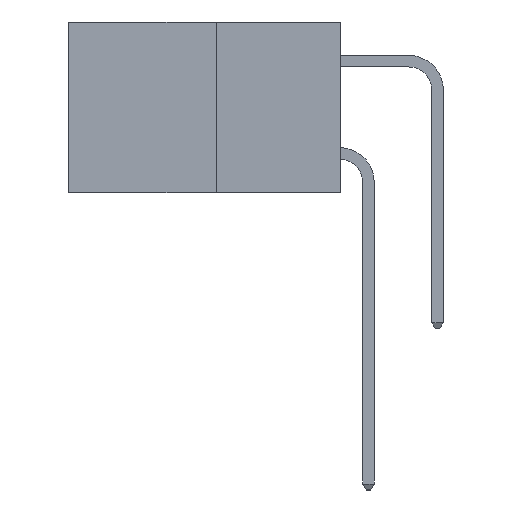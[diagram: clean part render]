
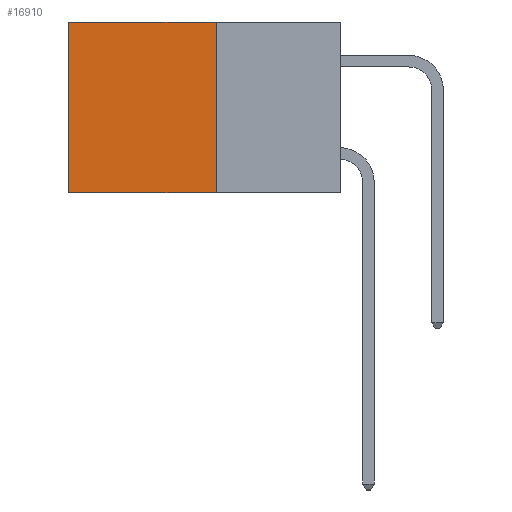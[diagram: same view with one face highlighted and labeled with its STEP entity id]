
A CAD part, left-side view. The second image highlights one B-rep face of the part: STEP entity #16910.
In plain terms, the highlighted planar face has unit normal (-1, 0, 0).
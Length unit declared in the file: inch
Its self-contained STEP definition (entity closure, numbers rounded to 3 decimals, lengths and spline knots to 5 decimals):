
#94 = ORIENTED_EDGE ( 'NONE', *, *, #6290, .F. ) ;
#191 = EDGE_LOOP ( 'NONE', ( #1663, #5798, #94, #12062 ) ) ;
#429 = CARTESIAN_POINT ( 'NONE',  ( 0.277, 0.27, 0. ) ) ;
#904 = VERTEX_POINT ( 'NONE', #14804 ) ;
#1075 = CARTESIAN_POINT ( 'NONE',  ( 0.277, 0.27, -0.37 ) ) ;
#1663 = ORIENTED_EDGE ( 'NONE', *, *, #10567, .T. ) ;
#2454 = VECTOR ( 'NONE', #11898, 39.37008 ) ;
#3574 = CARTESIAN_POINT ( 'NONE',  ( 0.277, 0.27, -0.37 ) ) ;
#4040 = LINE ( 'NONE', #12313, #14600 ) ;
#4881 = VERTEX_POINT ( 'NONE', #11454 ) ;
#5159 = DIRECTION ( 'NONE',  ( 1., 0., 0. ) ) ;
#5796 = DIRECTION ( 'NONE',  ( 0., 1., 0. ) ) ;
#5798 = ORIENTED_EDGE ( 'NONE', *, *, #19184, .F. ) ;
#6027 = VERTEX_POINT ( 'NONE', #19093 ) ;
#6290 = EDGE_CURVE ( 'NONE', #6027, #15748, #4040, .T. ) ;
#9062 = VECTOR ( 'NONE', #5796, 39.37008 ) ;
#9567 = VECTOR ( 'NONE', #11045, 39.37008 ) ;
#10567 = EDGE_CURVE ( 'NONE', #904, #4881, #18409, .T. ) ;
#11045 = DIRECTION ( 'NONE',  ( 0., 1., 0. ) ) ;
#11454 = CARTESIAN_POINT ( 'NONE',  ( 0.277, 0.59, -0.37 ) ) ;
#11898 = DIRECTION ( 'NONE',  ( 0., 0., -1. ) ) ;
#12035 = AXIS2_PLACEMENT_3D ( 'NONE', #12495, #5159, #15639 ) ;
#12062 = ORIENTED_EDGE ( 'NONE', *, *, #12191, .T. ) ;
#12191 = EDGE_CURVE ( 'NONE', #6027, #904, #13176, .T. ) ;
#12313 = CARTESIAN_POINT ( 'NONE',  ( 0.277, 0.27, -0.37 ) ) ;
#12495 = CARTESIAN_POINT ( 'NONE',  ( 0.277, 0.27, -0.37 ) ) ;
#12715 = DIRECTION ( 'NONE',  ( 0., 0., -1. ) ) ;
#13122 = LINE ( 'NONE', #1075, #9062 ) ;
#13176 = LINE ( 'NONE', #429, #9567 ) ;
#13409 = FACE_OUTER_BOUND ( 'NONE', #191, .T. ) ;
#14092 = PLANE ( 'NONE',  #12035 ) ;
#14600 = VECTOR ( 'NONE', #12715, 39.37008 ) ;
#14804 = CARTESIAN_POINT ( 'NONE',  ( 0.277, 0.59, 0. ) ) ;
#15639 = DIRECTION ( 'NONE',  ( 0., 0., -1. ) ) ;
#15748 = VERTEX_POINT ( 'NONE', #3574 ) ;
#16910 = ADVANCED_FACE ( 'NONE', ( #13409 ), #14092, .F. ) ;
#18409 = LINE ( 'NONE', #19331, #2454 ) ;
#19093 = CARTESIAN_POINT ( 'NONE',  ( 0.277, 0.27, 0. ) ) ;
#19184 = EDGE_CURVE ( 'NONE', #15748, #4881, #13122, .T. ) ;
#19331 = CARTESIAN_POINT ( 'NONE',  ( 0.277, 0.59, -0.37 ) ) ;
